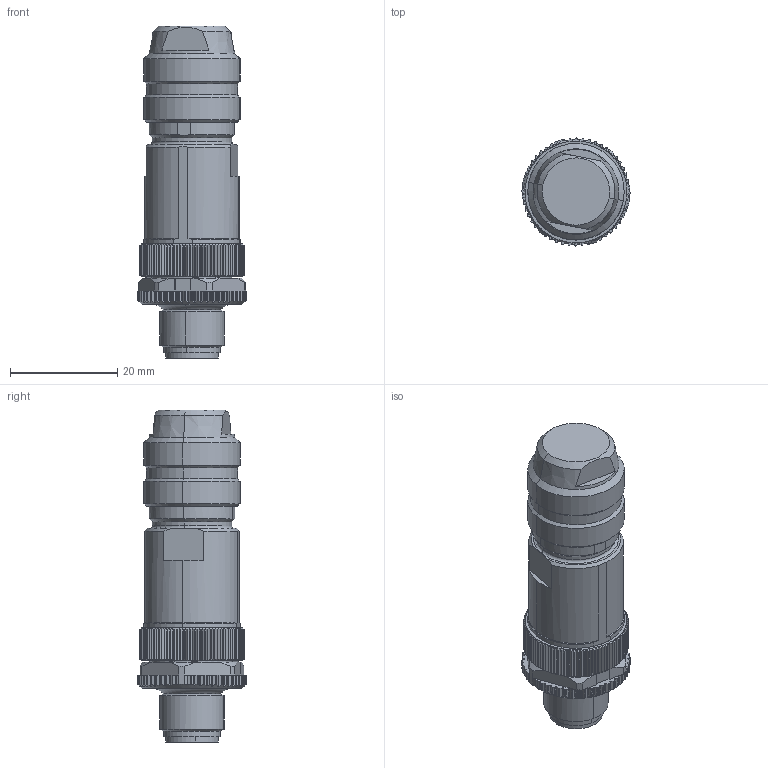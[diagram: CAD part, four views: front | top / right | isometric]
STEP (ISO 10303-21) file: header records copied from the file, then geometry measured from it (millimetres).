
FILE_DESCRIPTION(('CATIA V5 STEP Exchange','CAx-IF Rec.Pracs.--- Model Styling and Organization---1.4--- 2014-01-23'),'2;1');
FILE_NAME ('010039-3_0', '2020-06-17T06:42:46+00:00', ('none'), ('Weidmueller'), 'CATIA Version 5-6 Release 2016 SP3 HF44', 'CATIA V5 STEP AP214', 'none');
FILE_SCHEMA(('AUTOMOTIVE_DESIGN { 1 0 10303 214 1 1 1 1 }'));
Length unit declared in the file: millimetre
Products named in the file (1): 1258940000
Bounding box: 20.2 x 20.2 x 62 mm (x, y, z)
Volume: 13177.5 mm3; surface area: 5387.4 mm2
Topology: 2 solids, 2 shells, 1004 faces, 2626 edges, 1648 vertices
Faces by surface type: plane 375, cylinder 313, cone 230, extrusion 50, bspline 32, torus 4
Entity records: 34211 total; most frequent: CARTESIAN_POINT 12168, ORIENTED_EDGE 5252, DIRECTION 3372, EDGE_CURVE 2626, VERTEX_POINT 1648, AXIS2_PLACEMENT_3D 1487, B_SPLINE_CURVE_WITH_KNOTS 1116, EDGE_LOOP 1034
